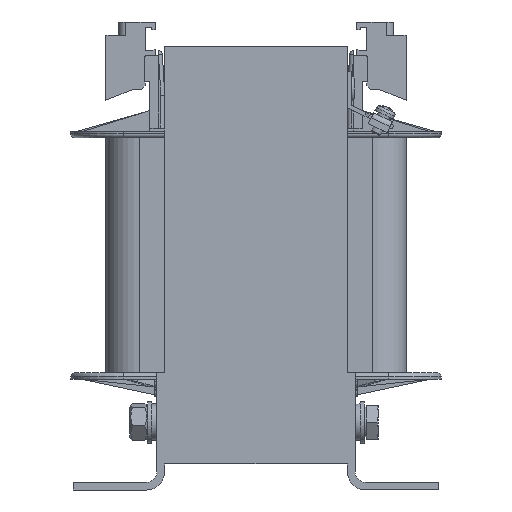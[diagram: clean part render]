
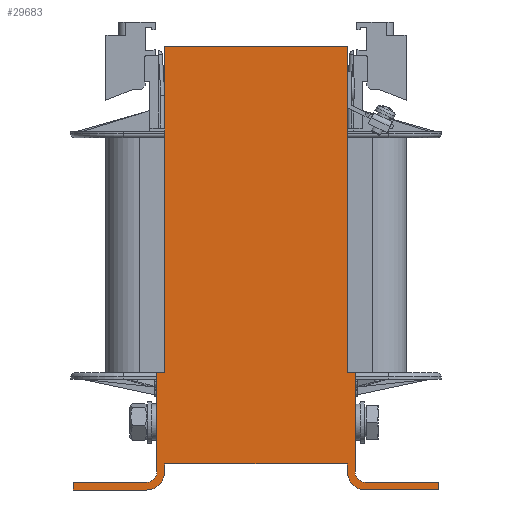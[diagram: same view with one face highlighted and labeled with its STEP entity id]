
A CAD part, left-side view. The second image highlights one B-rep face of the part: STEP entity #29683.
In plain terms, the highlighted planar face has unit normal (-1, 0, 0).
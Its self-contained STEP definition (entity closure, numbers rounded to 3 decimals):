
#820=CIRCLE('',#31340,7.);
#822=CIRCLE('',#31344,4.);
#847=CIRCLE('',#31397,7.);
#849=CIRCLE('',#31401,4.);
#2286=FACE_OUTER_BOUND('',#3880,.T.);
#3880=EDGE_LOOP('',(#21295,#21296,#21297,#21298,#21299,#21300,#21301,#21302,
#21303,#21304,#21305,#21306,#21307,#21308,#21309,#21310,#21311,#21312,#21313,
#21314));
#5983=LINE('',#45127,#9114);
#6004=LINE('',#45226,#9135);
#6029=LINE('',#45424,#9160);
#6068=LINE('',#45530,#9199);
#6075=LINE('',#45543,#9206);
#6078=LINE('',#45549,#9209);
#6079=LINE('',#45551,#9210);
#6094=LINE('',#45605,#9225);
#6136=LINE('',#45717,#9267);
#6137=LINE('',#45720,#9268);
#6140=LINE('',#45726,#9271);
#6144=LINE('',#45732,#9275);
#6155=LINE('',#45776,#9286);
#6161=LINE('',#45785,#9292);
#6162=LINE('',#45787,#9293);
#6163=LINE('',#45788,#9294);
#9114=VECTOR('',#35197,10.);
#9135=VECTOR('',#35296,10.);
#9160=VECTOR('',#35477,10.);
#9199=VECTOR('',#35582,10.);
#9206=VECTOR('',#35593,10.);
#9209=VECTOR('',#35598,10.);
#9210=VECTOR('',#35601,10.);
#9225=VECTOR('',#35654,10.);
#9267=VECTOR('',#35764,10.);
#9268=VECTOR('',#35767,10.);
#9271=VECTOR('',#35772,10.);
#9275=VECTOR('',#35778,10.);
#9286=VECTOR('',#35821,10.);
#9292=VECTOR('',#35831,10.);
#9293=VECTOR('',#35834,10.);
#9294=VECTOR('',#35835,10.);
#12219=VERTEX_POINT('',#45123);
#12221=VERTEX_POINT('',#45126);
#12254=VERTEX_POINT('',#45212);
#12260=VERTEX_POINT('',#45224);
#12314=VERTEX_POINT('',#45412);
#12315=VERTEX_POINT('',#45413);
#12318=VERTEX_POINT('',#45421);
#12320=VERTEX_POINT('',#45427);
#12353=VERTEX_POINT('',#45529);
#12357=VERTEX_POINT('',#45541);
#12359=VERTEX_POINT('',#45547);
#12376=VERTEX_POINT('',#45595);
#12377=VERTEX_POINT('',#45597);
#12379=VERTEX_POINT('',#45602);
#12381=VERTEX_POINT('',#45609);
#12415=VERTEX_POINT('',#45715);
#12416=VERTEX_POINT('',#45719);
#12418=VERTEX_POINT('',#45725);
#12435=VERTEX_POINT('',#45773);
#12436=VERTEX_POINT('',#45775);
#15360=EDGE_CURVE('',#12219,#12221,#5983,.T.);
#15409=EDGE_CURVE('',#12260,#12254,#6004,.T.);
#15490=EDGE_CURVE('',#12314,#12315,#820,.T.);
#15495=EDGE_CURVE('',#12318,#12314,#6029,.T.);
#15497=EDGE_CURVE('',#12320,#12219,#822,.T.);
#15548=EDGE_CURVE('',#12221,#12353,#6068,.T.);
#15555=EDGE_CURVE('',#12357,#12320,#6075,.T.);
#15558=EDGE_CURVE('',#12359,#12357,#6078,.T.);
#15559=EDGE_CURVE('',#12315,#12359,#6079,.T.);
#15582=EDGE_CURVE('',#12376,#12377,#847,.T.);
#15586=EDGE_CURVE('',#12377,#12379,#6094,.T.);
#15588=EDGE_CURVE('',#12254,#12381,#849,.T.);
#15642=EDGE_CURVE('',#12415,#12260,#6136,.T.);
#15643=EDGE_CURVE('',#12381,#12416,#6137,.T.);
#15646=EDGE_CURVE('',#12416,#12418,#6140,.T.);
#15650=EDGE_CURVE('',#12418,#12376,#6144,.T.);
#15671=EDGE_CURVE('',#12435,#12436,#6155,.T.);
#15677=EDGE_CURVE('',#12318,#12379,#6161,.T.);
#15678=EDGE_CURVE('',#12435,#12353,#6162,.T.);
#15679=EDGE_CURVE('',#12415,#12436,#6163,.T.);
#21295=ORIENTED_EDGE('',*,*,#15678,.T.);
#21296=ORIENTED_EDGE('',*,*,#15548,.F.);
#21297=ORIENTED_EDGE('',*,*,#15360,.F.);
#21298=ORIENTED_EDGE('',*,*,#15497,.F.);
#21299=ORIENTED_EDGE('',*,*,#15555,.F.);
#21300=ORIENTED_EDGE('',*,*,#15558,.F.);
#21301=ORIENTED_EDGE('',*,*,#15559,.F.);
#21302=ORIENTED_EDGE('',*,*,#15490,.F.);
#21303=ORIENTED_EDGE('',*,*,#15495,.F.);
#21304=ORIENTED_EDGE('',*,*,#15677,.T.);
#21305=ORIENTED_EDGE('',*,*,#15586,.F.);
#21306=ORIENTED_EDGE('',*,*,#15582,.F.);
#21307=ORIENTED_EDGE('',*,*,#15650,.F.);
#21308=ORIENTED_EDGE('',*,*,#15646,.F.);
#21309=ORIENTED_EDGE('',*,*,#15643,.F.);
#21310=ORIENTED_EDGE('',*,*,#15588,.F.);
#21311=ORIENTED_EDGE('',*,*,#15409,.F.);
#21312=ORIENTED_EDGE('',*,*,#15642,.F.);
#21313=ORIENTED_EDGE('',*,*,#15679,.T.);
#21314=ORIENTED_EDGE('',*,*,#15671,.F.);
#27064=PLANE('',#31454);
#29683=ADVANCED_FACE('',(#2286),#27064,.T.);
#31340=AXIS2_PLACEMENT_3D('',#45414,#35468,#35469);
#31344=AXIS2_PLACEMENT_3D('',#45428,#35481,#35482);
#31397=AXIS2_PLACEMENT_3D('',#45598,#35647,#35648);
#31401=AXIS2_PLACEMENT_3D('',#45610,#35659,#35660);
#31454=AXIS2_PLACEMENT_3D('',#45786,#35832,#35833);
#35197=DIRECTION('',(0.,0.,1.));
#35296=DIRECTION('',(0.,0.,-1.));
#35468=DIRECTION('center_axis',(1.,0.,0.));
#35469=DIRECTION('ref_axis',(0.,-0.707,-0.707));
#35477=DIRECTION('',(0.,0.,-1.));
#35481=DIRECTION('center_axis',(-1.,0.,0.));
#35482=DIRECTION('ref_axis',(0.,-0.707,-0.707));
#35582=DIRECTION('',(0.,-1.,0.));
#35593=DIRECTION('',(0.,-1.,0.));
#35598=DIRECTION('',(0.,0.,1.));
#35601=DIRECTION('',(0.,1.,0.));
#35647=DIRECTION('center_axis',(1.,0.,0.));
#35648=DIRECTION('ref_axis',(0.,0.707,-0.707));
#35654=DIRECTION('',(0.,0.,1.));
#35659=DIRECTION('center_axis',(-1.,0.,0.));
#35660=DIRECTION('ref_axis',(0.,0.707,-0.707));
#35764=DIRECTION('',(0.,-1.,0.));
#35767=DIRECTION('',(0.,-1.,0.));
#35772=DIRECTION('',(0.,0.,-1.));
#35778=DIRECTION('',(0.,1.,0.));
#35821=DIRECTION('',(0.,-1.,0.));
#35831=DIRECTION('',(0.,-1.,0.));
#35832=DIRECTION('center_axis',(-1.,0.,0.));
#35833=DIRECTION('ref_axis',(0.,0.,1.));
#35834=DIRECTION('',(0.,0.,-1.));
#35835=DIRECTION('',(0.,0.,1.));
#45123=CARTESIAN_POINT('',(-96.,38.,-83.));
#45126=CARTESIAN_POINT('',(-96.,38.,-45.));
#45127=CARTESIAN_POINT('',(-96.,38.,-87.));
#45212=CARTESIAN_POINT('',(-96.,-38.,-83.));
#45224=CARTESIAN_POINT('',(-96.,-38.,-45.));
#45226=CARTESIAN_POINT('',(-96.,-38.,-87.));
#45412=CARTESIAN_POINT('',(-96.,35.,-83.));
#45413=CARTESIAN_POINT('',(-96.,42.,-90.));
#45414=CARTESIAN_POINT('Origin',(-96.,42.,-83.));
#45421=CARTESIAN_POINT('',(-96.,35.,-80.));
#45424=CARTESIAN_POINT('',(-96.,35.,-45.));
#45427=CARTESIAN_POINT('',(-96.,42.,-87.));
#45428=CARTESIAN_POINT('Origin',(-96.,42.,-83.));
#45529=CARTESIAN_POINT('',(-96.,35.,-45.));
#45530=CARTESIAN_POINT('',(-96.,38.,-45.));
#45541=CARTESIAN_POINT('',(-96.,70.,-87.));
#45543=CARTESIAN_POINT('',(-96.,70.,-87.));
#45547=CARTESIAN_POINT('',(-96.,70.,-90.));
#45549=CARTESIAN_POINT('',(-96.,70.,-90.));
#45551=CARTESIAN_POINT('',(-96.,35.,-90.));
#45595=CARTESIAN_POINT('',(-96.,-42.,-90.));
#45597=CARTESIAN_POINT('',(-96.,-35.,-83.));
#45598=CARTESIAN_POINT('Origin',(-96.,-42.,-83.));
#45602=CARTESIAN_POINT('',(-96.,-35.,-80.));
#45605=CARTESIAN_POINT('',(-96.,-35.,-45.));
#45609=CARTESIAN_POINT('',(-96.,-42.,-87.));
#45610=CARTESIAN_POINT('Origin',(-96.,-42.,-83.));
#45715=CARTESIAN_POINT('',(-96.,-35.,-45.));
#45717=CARTESIAN_POINT('',(-96.,-38.,-45.));
#45719=CARTESIAN_POINT('',(-96.,-70.,-87.));
#45720=CARTESIAN_POINT('',(-96.,-70.,-87.));
#45725=CARTESIAN_POINT('',(-96.,-70.,-90.));
#45726=CARTESIAN_POINT('',(-96.,-70.,-90.));
#45732=CARTESIAN_POINT('',(-96.,-35.,-90.));
#45773=CARTESIAN_POINT('',(-96.,35.,80.));
#45775=CARTESIAN_POINT('',(-96.,-35.,80.));
#45776=CARTESIAN_POINT('',(-96.,0.,80.));
#45785=CARTESIAN_POINT('',(-96.,0.,-80.));
#45786=CARTESIAN_POINT('Origin',(-96.,0.,80.));
#45787=CARTESIAN_POINT('',(-96.,35.,80.));
#45788=CARTESIAN_POINT('',(-96.,-35.,80.));
